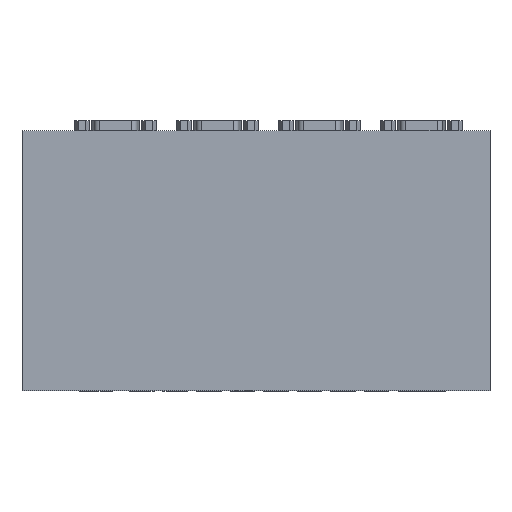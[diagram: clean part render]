
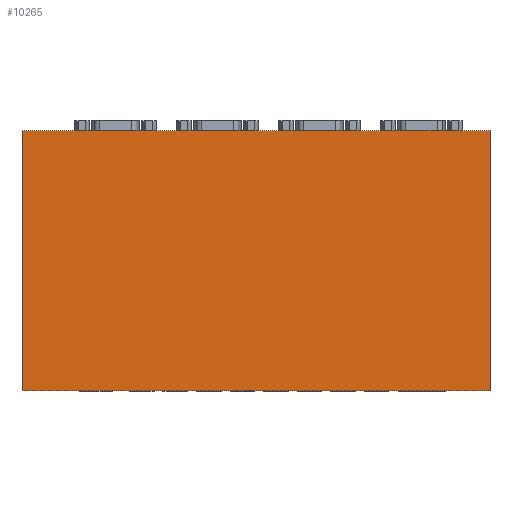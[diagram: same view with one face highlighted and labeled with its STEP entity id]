
A CAD part, front view. The second image highlights one B-rep face of the part: STEP entity #10265.
In plain terms, the highlighted planar face has unit normal (0, -1, 0).
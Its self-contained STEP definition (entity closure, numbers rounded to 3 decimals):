
#1365=FACE_OUTER_BOUND('',#2234,.T.);
#2234=EDGE_LOOP('',(#9142,#9143,#9144,#9145));
#2662=LINE('',#14972,#3668);
#3243=LINE('',#16973,#4249);
#3247=LINE('',#17004,#4253);
#3250=LINE('',#17009,#4256);
#3668=VECTOR('',#11935,171.);
#4249=VECTOR('',#14052,171.);
#4253=VECTOR('',#14106,95.);
#4256=VECTOR('',#14113,95.);
#4541=VERTEX_POINT('',#14970);
#4542=VERTEX_POINT('',#14971);
#5193=VERTEX_POINT('',#16971);
#5194=VERTEX_POINT('',#16972);
#5617=EDGE_CURVE('',#4541,#4542,#2662,.T.);
#6511=EDGE_CURVE('',#5193,#5194,#3243,.T.);
#6515=EDGE_CURVE('',#5193,#4542,#3247,.T.);
#6518=EDGE_CURVE('',#4541,#5194,#3250,.T.);
#9142=ORIENTED_EDGE('',*,*,#6518,.T.);
#9143=ORIENTED_EDGE('',*,*,#6511,.F.);
#9144=ORIENTED_EDGE('',*,*,#6515,.T.);
#9145=ORIENTED_EDGE('',*,*,#5617,.F.);
#9634=PLANE('',#11214);
#10265=ADVANCED_FACE('',(#1365),#9634,.T.);
#11214=AXIS2_PLACEMENT_3D('',#17010,#14114,#14115);
#11935=DIRECTION('',(-1.,0.,0.));
#14052=DIRECTION('',(1.,0.,0.));
#14106=DIRECTION('',(0.,0.,-1.));
#14113=DIRECTION('',(0.,0.,1.));
#14114=DIRECTION('center_axis',(0.,-1.,0.));
#14115=DIRECTION('ref_axis',(1.,0.,0.));
#14970=CARTESIAN_POINT('',(85.5,-22.5,-47.5));
#14971=CARTESIAN_POINT('',(-85.5,-22.5,-47.5));
#14972=CARTESIAN_POINT('',(-85.5,-22.5,-47.5));
#16971=CARTESIAN_POINT('',(-85.5,-22.5,47.5));
#16972=CARTESIAN_POINT('',(85.5,-22.5,47.5));
#16973=CARTESIAN_POINT('',(-85.5,-22.5,47.5));
#17004=CARTESIAN_POINT('',(-85.5,-22.5,0.));
#17009=CARTESIAN_POINT('',(85.5,-22.5,0.));
#17010=CARTESIAN_POINT('Origin',(-85.5,-22.5,0.));
